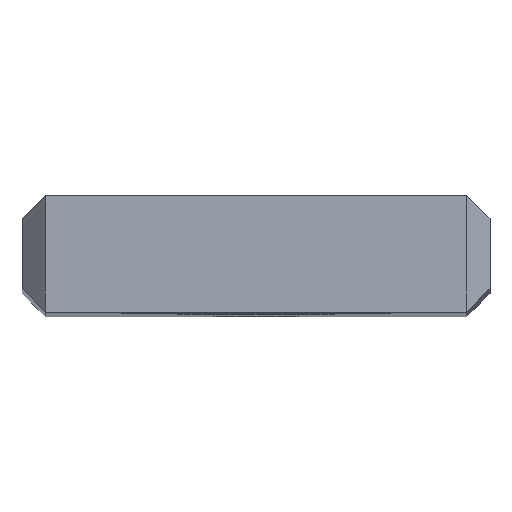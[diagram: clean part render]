
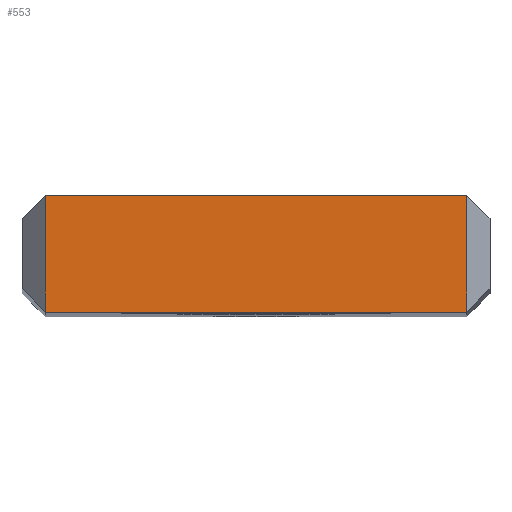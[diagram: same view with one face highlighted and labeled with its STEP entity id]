
A CAD part, top view. The second image highlights one B-rep face of the part: STEP entity #553.
In plain terms, the highlighted planar face has unit normal (0, 0, 1).
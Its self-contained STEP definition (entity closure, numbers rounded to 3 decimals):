
#52 = CARTESIAN_POINT ( 'NONE',  ( 0., 5., 0. ) ) ;
#86 = EDGE_CURVE ( 'NONE', #908, #426, #214, .T. ) ;
#90 = EDGE_CURVE ( 'NONE', #922, #917, #364, .T. ) ;
#98 = VECTOR ( 'NONE', #933, 1000. ) ;
#101 = LINE ( 'NONE', #428, #480 ) ;
#109 = CARTESIAN_POINT ( 'NONE',  ( 19., 0., 0. ) ) ;
#116 = ORIENTED_EDGE ( 'NONE', *, *, #440, .T. ) ;
#125 = ORIENTED_EDGE ( 'NONE', *, *, #639, .T. ) ;
#214 = LINE ( 'NONE', #528, #805 ) ;
#219 = DIRECTION ( 'NONE',  ( 1., 0., 0. ) ) ;
#262 = CARTESIAN_POINT ( 'NONE',  ( 19., 5., 0. ) ) ;
#286 = DIRECTION ( 'NONE',  ( 1., 0., 0. ) ) ;
#298 = ORIENTED_EDGE ( 'NONE', *, *, #86, .T. ) ;
#363 = AXIS2_PLACEMENT_3D ( 'NONE', #372, #994, #997 ) ;
#364 = LINE ( 'NONE', #52, #597 ) ;
#372 = CARTESIAN_POINT ( 'NONE',  ( 0., 5., 0. ) ) ;
#426 = VERTEX_POINT ( 'NONE', #109 ) ;
#428 = CARTESIAN_POINT ( 'NONE',  ( 19., 5., 0. ) ) ;
#440 = EDGE_CURVE ( 'NONE', #426, #917, #101, .T. ) ;
#480 = VECTOR ( 'NONE', #744, 1000. ) ;
#522 = CARTESIAN_POINT ( 'NONE',  ( 1., 5., 0. ) ) ;
#528 = CARTESIAN_POINT ( 'NONE',  ( 0., 0., 0. ) ) ;
#553 = ADVANCED_FACE ( 'NONE', ( #984 ), #672, .F. ) ;
#575 = CARTESIAN_POINT ( 'NONE',  ( 1., 0., 0. ) ) ;
#597 = VECTOR ( 'NONE', #286, 1000. ) ;
#639 = EDGE_CURVE ( 'NONE', #922, #908, #703, .T. ) ;
#672 = PLANE ( 'NONE',  #363 ) ;
#687 = EDGE_LOOP ( 'NONE', ( #298, #116, #937, #125 ) ) ;
#703 = LINE ( 'NONE', #522, #98 ) ;
#744 = DIRECTION ( 'NONE',  ( 0., 1., 0. ) ) ;
#805 = VECTOR ( 'NONE', #219, 1000. ) ;
#895 = CARTESIAN_POINT ( 'NONE',  ( 1., 5., 0. ) ) ;
#908 = VERTEX_POINT ( 'NONE', #575 ) ;
#917 = VERTEX_POINT ( 'NONE', #262 ) ;
#922 = VERTEX_POINT ( 'NONE', #895 ) ;
#933 = DIRECTION ( 'NONE',  ( 0., -1., 0. ) ) ;
#937 = ORIENTED_EDGE ( 'NONE', *, *, #90, .F. ) ;
#984 = FACE_OUTER_BOUND ( 'NONE', #687, .T. ) ;
#994 = DIRECTION ( 'NONE',  ( 0., 0., -1. ) ) ;
#997 = DIRECTION ( 'NONE',  ( -1., 0., 0. ) ) ;
